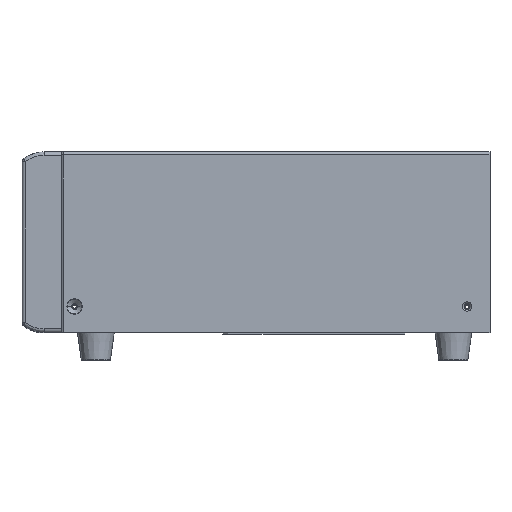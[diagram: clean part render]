
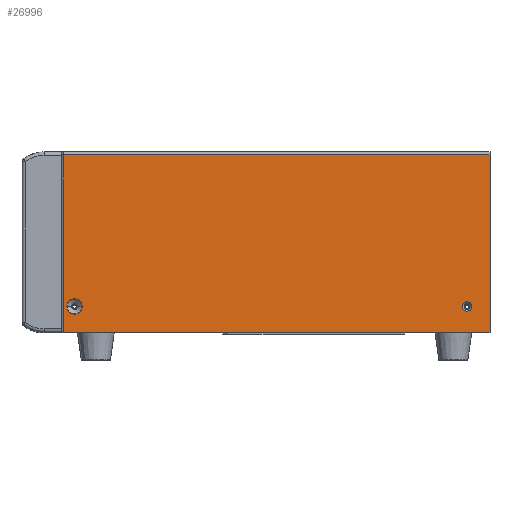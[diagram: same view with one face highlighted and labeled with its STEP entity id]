
A CAD part, top view. The second image highlights one B-rep face of the part: STEP entity #26996.
In plain terms, the highlighted planar face has unit normal (0, 0, 1).
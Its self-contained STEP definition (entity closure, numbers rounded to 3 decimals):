
#1283 = ORIENTED_EDGE ( 'NONE', *, *, #13961, .T. ) ;
#1756 = CIRCLE ( 'NONE', #41371, 4.5 ) ;
#2439 = VERTEX_POINT ( 'NONE', #41400 ) ;
#3366 = DIRECTION ( 'NONE',  ( -1., 0., 0. ) ) ;
#4301 = DIRECTION ( 'NONE',  ( 0., 0., -1. ) ) ;
#4773 = VERTEX_POINT ( 'NONE', #19966 ) ;
#4932 = CARTESIAN_POINT ( 'NONE',  ( -131.869, -28.252, 352. ) ) ;
#5296 = CIRCLE ( 'NONE', #19490, 2.75 ) ;
#5348 = FACE_BOUND ( 'NONE', #53343, .T. ) ;
#5663 = PLANE ( 'NONE',  #46539 ) ;
#5878 = ORIENTED_EDGE ( 'NONE', *, *, #27456, .F. ) ;
#5979 = FACE_OUTER_BOUND ( 'NONE', #40225, .T. ) ;
#7605 = AXIS2_PLACEMENT_3D ( 'NONE', #14279, #47427, #18403 ) ;
#9044 = CARTESIAN_POINT ( 'NONE',  ( 103.131, -28.252, 352. ) ) ;
#9770 = CARTESIAN_POINT ( 'NONE',  ( -134.869, 62.748, 352. ) ) ;
#10620 = CIRCLE ( 'NONE', #7605, 4.5 ) ;
#10676 = VERTEX_POINT ( 'NONE', #24181 ) ;
#11652 = EDGE_CURVE ( 'NONE', #12402, #10676, #10620, .T. ) ;
#12402 = VERTEX_POINT ( 'NONE', #4932 ) ;
#12512 = DIRECTION ( 'NONE',  ( -1., 0., 0. ) ) ;
#12738 = CARTESIAN_POINT ( 'NONE',  ( 116.631, -43.252, 352. ) ) ;
#13961 = EDGE_CURVE ( 'NONE', #10676, #12402, #1756, .T. ) ;
#14279 = CARTESIAN_POINT ( 'NONE',  ( -127.369, -28.252, 352. ) ) ;
#15768 = ORIENTED_EDGE ( 'NONE', *, *, #11652, .T. ) ;
#15992 = EDGE_CURVE ( 'NONE', #42866, #52505, #33538, .T. ) ;
#16906 = CARTESIAN_POINT ( 'NONE',  ( 116.631, 60.748, 352. ) ) ;
#17101 = VERTEX_POINT ( 'NONE', #12738 ) ;
#17174 = VECTOR ( 'NONE', #3366, 1000. ) ;
#18403 = DIRECTION ( 'NONE',  ( -1., 0., 0. ) ) ;
#19490 = AXIS2_PLACEMENT_3D ( 'NONE', #9044, #4301, #28421 ) ;
#19966 = CARTESIAN_POINT ( 'NONE',  ( 105.881, -28.252, 352. ) ) ;
#20080 = CARTESIAN_POINT ( 'NONE',  ( 103.131, -28.252, 352. ) ) ;
#20404 = DIRECTION ( 'NONE',  ( 0., 0., -1. ) ) ;
#20553 = FACE_BOUND ( 'NONE', #23206, .T. ) ;
#21438 = CARTESIAN_POINT ( 'NONE',  ( -133.869, 60.748, 352. ) ) ;
#21513 = ORIENTED_EDGE ( 'NONE', *, *, #24212, .T. ) ;
#22886 = ORIENTED_EDGE ( 'NONE', *, *, #45370, .F. ) ;
#23206 = EDGE_LOOP ( 'NONE', ( #1283, #15768 ) ) ;
#24181 = CARTESIAN_POINT ( 'NONE',  ( -122.869, -28.252, 352. ) ) ;
#24212 = EDGE_CURVE ( 'NONE', #24460, #42866, #32273, .T. ) ;
#24460 = VERTEX_POINT ( 'NONE', #16906 ) ;
#26396 = AXIS2_PLACEMENT_3D ( 'NONE', #20080, #20404, #40163 ) ;
#26812 = LINE ( 'NONE', #54949, #61901 ) ;
#26996 = ADVANCED_FACE ( 'NONE', ( #20553, #5348, #5979 ), #5663, .F. ) ;
#27456 = EDGE_CURVE ( 'NONE', #17101, #52505, #26812, .T. ) ;
#27826 = ORIENTED_EDGE ( 'NONE', *, *, #50095, .T. ) ;
#28421 = DIRECTION ( 'NONE',  ( -1., 0., 0. ) ) ;
#32273 = LINE ( 'NONE', #46949, #17174 ) ;
#32541 = CIRCLE ( 'NONE', #26396, 2.75 ) ;
#33538 = LINE ( 'NONE', #39581, #54831 ) ;
#34326 = DIRECTION ( 'NONE',  ( 0., 0., -1. ) ) ;
#38893 = EDGE_CURVE ( 'NONE', #4773, #2439, #32541, .T. ) ;
#39581 = CARTESIAN_POINT ( 'NONE',  ( -133.869, 62.748, 352. ) ) ;
#40163 = DIRECTION ( 'NONE',  ( -1., 0., 0. ) ) ;
#40225 = EDGE_LOOP ( 'NONE', ( #21513, #50089, #5878, #22886 ) ) ;
#40689 = CARTESIAN_POINT ( 'NONE',  ( -133.869, -43.252, 352. ) ) ;
#41371 = AXIS2_PLACEMENT_3D ( 'NONE', #53194, #34326, #48644 ) ;
#41400 = CARTESIAN_POINT ( 'NONE',  ( 100.381, -28.252, 352. ) ) ;
#42866 = VERTEX_POINT ( 'NONE', #21438 ) ;
#45370 = EDGE_CURVE ( 'NONE', #24460, #17101, #45437, .T. ) ;
#45437 = LINE ( 'NONE', #55660, #56954 ) ;
#46539 = AXIS2_PLACEMENT_3D ( 'NONE', #9770, #59469, #54713 ) ;
#46949 = CARTESIAN_POINT ( 'NONE',  ( -134.869, 60.748, 352. ) ) ;
#47427 = DIRECTION ( 'NONE',  ( 0., 0., -1. ) ) ;
#48644 = DIRECTION ( 'NONE',  ( -1., 0., 0. ) ) ;
#48785 = DIRECTION ( 'NONE',  ( 0., -1., 0. ) ) ;
#50089 = ORIENTED_EDGE ( 'NONE', *, *, #15992, .T. ) ;
#50095 = EDGE_CURVE ( 'NONE', #2439, #4773, #5296, .T. ) ;
#52505 = VERTEX_POINT ( 'NONE', #40689 ) ;
#53194 = CARTESIAN_POINT ( 'NONE',  ( -127.369, -28.252, 352. ) ) ;
#53343 = EDGE_LOOP ( 'NONE', ( #55164, #27826 ) ) ;
#54713 = DIRECTION ( 'NONE',  ( -1., 0., 0. ) ) ;
#54831 = VECTOR ( 'NONE', #48785, 1000. ) ;
#54949 = CARTESIAN_POINT ( 'NONE',  ( 116.631, -43.252, 352. ) ) ;
#55164 = ORIENTED_EDGE ( 'NONE', *, *, #38893, .T. ) ;
#55660 = CARTESIAN_POINT ( 'NONE',  ( 116.631, 62.748, 352. ) ) ;
#56954 = VECTOR ( 'NONE', #61077, 1000. ) ;
#59469 = DIRECTION ( 'NONE',  ( 0., 0., -1. ) ) ;
#61077 = DIRECTION ( 'NONE',  ( 0., -1., 0. ) ) ;
#61901 = VECTOR ( 'NONE', #12512, 1000. ) ;
